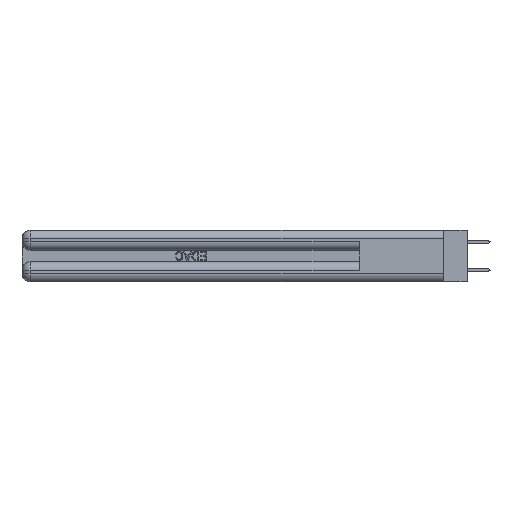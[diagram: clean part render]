
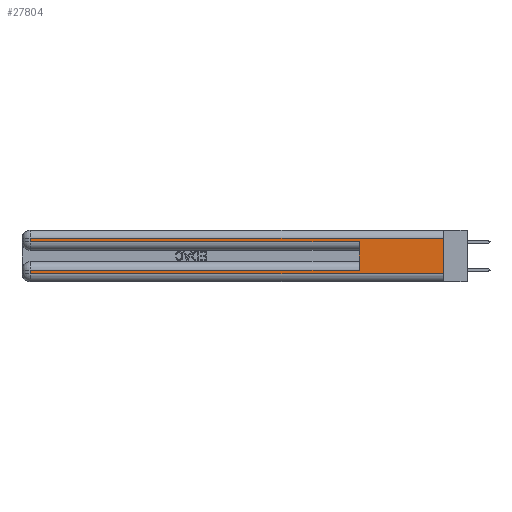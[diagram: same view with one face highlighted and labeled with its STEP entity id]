
A CAD part, left-side view. The second image highlights one B-rep face of the part: STEP entity #27804.
In plain terms, the highlighted planar face has unit normal (-1, 0, 0).
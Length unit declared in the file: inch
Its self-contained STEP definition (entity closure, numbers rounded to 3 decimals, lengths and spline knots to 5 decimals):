
#225 = CARTESIAN_POINT ( 'NONE',  ( 0., 0., 0.085 ) ) ;
#452 = DIRECTION ( 'NONE',  ( 0., -1., 0. ) ) ;
#1141 = CARTESIAN_POINT ( 'NONE',  ( 0., 2.94, 0.06 ) ) ;
#1145 = VERTEX_POINT ( 'NONE', #29189 ) ;
#1627 = CARTESIAN_POINT ( 'NONE',  ( 0., 0., 0.285 ) ) ;
#2252 = VECTOR ( 'NONE', #6784, 39.37008 ) ;
#3322 = EDGE_CURVE ( 'NONE', #38065, #32940, #18099, .T. ) ;
#3460 = VERTEX_POINT ( 'NONE', #27825 ) ;
#3704 = CARTESIAN_POINT ( 'NONE',  ( 0., 2.94, 0.37 ) ) ;
#4691 = VECTOR ( 'NONE', #32017, 39.37008 ) ;
#4843 = EDGE_CURVE ( 'NONE', #19529, #3460, #30001, .T. ) ;
#6026 = DIRECTION ( 'NONE',  ( 0., 0., -1. ) ) ;
#6301 = CARTESIAN_POINT ( 'NONE',  ( 0., 0., 0.37 ) ) ;
#6784 = DIRECTION ( 'NONE',  ( 0., 0., -1. ) ) ;
#6888 = VECTOR ( 'NONE', #452, 39.37008 ) ;
#7572 = VERTEX_POINT ( 'NONE', #37318 ) ;
#8420 = AXIS2_PLACEMENT_3D ( 'NONE', #6301, #27775, #9428 ) ;
#8442 = EDGE_LOOP ( 'NONE', ( #9875, #32928, #11950, #14229, #12459, #20877, #13297, #11904 ) ) ;
#9428 = DIRECTION ( 'NONE',  ( 0., 0., -1. ) ) ;
#9875 = ORIENTED_EDGE ( 'NONE', *, *, #21832, .F. ) ;
#11904 = ORIENTED_EDGE ( 'NONE', *, *, #39185, .T. ) ;
#11950 = ORIENTED_EDGE ( 'NONE', *, *, #14385, .T. ) ;
#12459 = ORIENTED_EDGE ( 'NONE', *, *, #4843, .F. ) ;
#13297 = ORIENTED_EDGE ( 'NONE', *, *, #24127, .T. ) ;
#13690 = CARTESIAN_POINT ( 'NONE',  ( 0., 2.94, 0.37 ) ) ;
#13720 = VECTOR ( 'NONE', #36700, 39.37008 ) ;
#14229 = ORIENTED_EDGE ( 'NONE', *, *, #27469, .T. ) ;
#14385 = EDGE_CURVE ( 'NONE', #32940, #1145, #18624, .T. ) ;
#15064 = LINE ( 'NONE', #21921, #6888 ) ;
#16769 = VECTOR ( 'NONE', #20030, 39.37008 ) ;
#17134 = VECTOR ( 'NONE', #18058, 39.37008 ) ;
#18058 = DIRECTION ( 'NONE',  ( 0., 1., 0. ) ) ;
#18099 = LINE ( 'NONE', #30366, #17134 ) ;
#18624 = LINE ( 'NONE', #3704, #2252 ) ;
#19529 = VERTEX_POINT ( 'NONE', #32296 ) ;
#20030 = DIRECTION ( 'NONE',  ( 0., -1., 0. ) ) ;
#20877 = ORIENTED_EDGE ( 'NONE', *, *, #34378, .T. ) ;
#21346 = CARTESIAN_POINT ( 'NONE',  ( 0., 0., 0.37 ) ) ;
#21459 = CARTESIAN_POINT ( 'NONE',  ( 0., 0.6, 0.145 ) ) ;
#21520 = FACE_OUTER_BOUND ( 'NONE', #8442, .T. ) ;
#21832 = EDGE_CURVE ( 'NONE', #38065, #27049, #34603, .T. ) ;
#21921 = CARTESIAN_POINT ( 'NONE',  ( 0., 0., 0.06 ) ) ;
#24127 = EDGE_CURVE ( 'NONE', #7572, #26731, #38239, .T. ) ;
#24694 = PLANE ( 'NONE',  #8420 ) ;
#24910 = LINE ( 'NONE', #1627, #16769 ) ;
#25380 = CARTESIAN_POINT ( 'NONE',  ( 0., 0., 0.31 ) ) ;
#26486 = VECTOR ( 'NONE', #6026, 39.37008 ) ;
#26731 = VERTEX_POINT ( 'NONE', #1141 ) ;
#27049 = VERTEX_POINT ( 'NONE', #33272 ) ;
#27469 = EDGE_CURVE ( 'NONE', #1145, #3460, #24910, .T. ) ;
#27775 = DIRECTION ( 'NONE',  ( 1., 0., 0. ) ) ;
#27804 = ADVANCED_FACE ( 'NONE', ( #21520 ), #24694, .F. ) ;
#27825 = CARTESIAN_POINT ( 'NONE',  ( 0., 0.6, 0.285 ) ) ;
#29189 = CARTESIAN_POINT ( 'NONE',  ( 0., 2.94, 0.285 ) ) ;
#30001 = LINE ( 'NONE', #21459, #13720 ) ;
#30366 = CARTESIAN_POINT ( 'NONE',  ( 0., 0., 0.31 ) ) ;
#30731 = VECTOR ( 'NONE', #37064, 39.37008 ) ;
#31459 = CARTESIAN_POINT ( 'NONE',  ( 0., 2.94, 0.31 ) ) ;
#32017 = DIRECTION ( 'NONE',  ( 0., 0., -1. ) ) ;
#32296 = CARTESIAN_POINT ( 'NONE',  ( 0., 0.6, 0.085 ) ) ;
#32928 = ORIENTED_EDGE ( 'NONE', *, *, #3322, .T. ) ;
#32940 = VERTEX_POINT ( 'NONE', #31459 ) ;
#33272 = CARTESIAN_POINT ( 'NONE',  ( 0., 0., 0.06 ) ) ;
#34378 = EDGE_CURVE ( 'NONE', #19529, #7572, #38815, .T. ) ;
#34603 = LINE ( 'NONE', #21346, #26486 ) ;
#36700 = DIRECTION ( 'NONE',  ( 0., 0., 1. ) ) ;
#37064 = DIRECTION ( 'NONE',  ( 0., 1., 0. ) ) ;
#37318 = CARTESIAN_POINT ( 'NONE',  ( 0., 2.94, 0.085 ) ) ;
#38065 = VERTEX_POINT ( 'NONE', #25380 ) ;
#38239 = LINE ( 'NONE', #13690, #4691 ) ;
#38815 = LINE ( 'NONE', #225, #30731 ) ;
#39185 = EDGE_CURVE ( 'NONE', #26731, #27049, #15064, .T. ) ;
